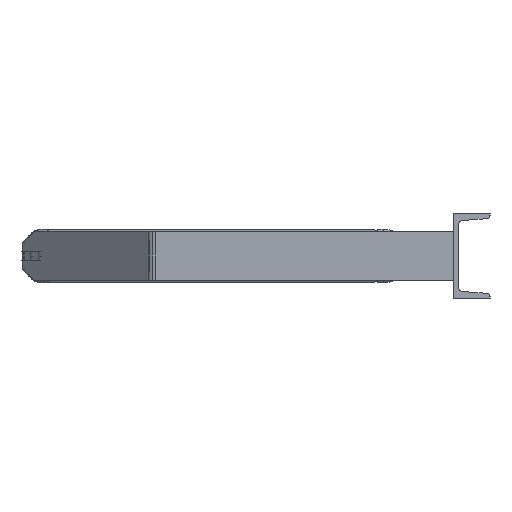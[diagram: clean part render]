
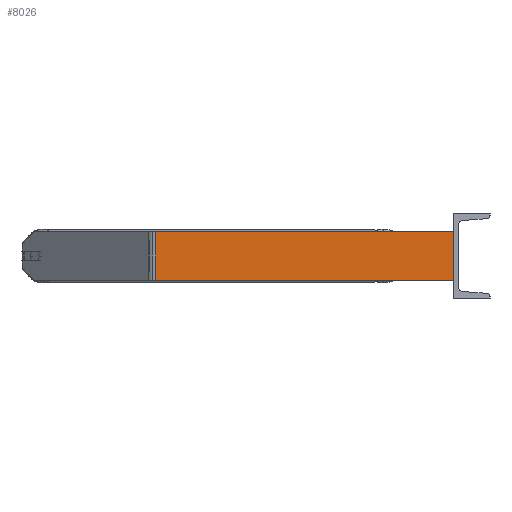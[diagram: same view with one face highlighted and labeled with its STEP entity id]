
A CAD part, left-side view. The second image highlights one B-rep face of the part: STEP entity #8026.
In plain terms, the highlighted planar face has unit normal (-1, 0, 0).
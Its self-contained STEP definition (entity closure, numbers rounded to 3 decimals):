
#121 = LINE ( 'NONE', #2888, #856 ) ;
#164 = AXIS2_PLACEMENT_3D ( 'NONE', #2683, #2593, #6652 ) ;
#260 = DIRECTION ( 'NONE',  ( 0., 0., -1. ) ) ;
#771 = ORIENTED_EDGE ( 'NONE', *, *, #2938, .F. ) ;
#856 = VECTOR ( 'NONE', #5693, 1000. ) ;
#1197 = CARTESIAN_POINT ( 'NONE',  ( -1185., 494.3, 40. ) ) ;
#1486 = CARTESIAN_POINT ( 'NONE',  ( -1185., 500.927, 40. ) ) ;
#1736 = CARTESIAN_POINT ( 'NONE',  ( -1185., 0., 40. ) ) ;
#1744 = ORIENTED_EDGE ( 'NONE', *, *, #4716, .F. ) ;
#1843 = EDGE_CURVE ( 'NONE', #3996, #7884, #2428, .T. ) ;
#1872 = PLANE ( 'NONE',  #164 ) ;
#1907 = VECTOR ( 'NONE', #6225, 1000. ) ;
#2428 = LINE ( 'NONE', #8609, #2724 ) ;
#2593 = DIRECTION ( 'NONE',  ( 1., 0., 0. ) ) ;
#2683 = CARTESIAN_POINT ( 'NONE',  ( -1185., 500.927, 40. ) ) ;
#2724 = VECTOR ( 'NONE', #5191, 1000. ) ;
#2760 = CARTESIAN_POINT ( 'NONE',  ( -1185., 0., -40. ) ) ;
#2828 = LINE ( 'NONE', #3691, #3164 ) ;
#2888 = CARTESIAN_POINT ( 'NONE',  ( -1185., 500.927, -40. ) ) ;
#2938 = EDGE_CURVE ( 'NONE', #3996, #9005, #3492, .T. ) ;
#3164 = VECTOR ( 'NONE', #260, 1000. ) ;
#3492 = LINE ( 'NONE', #1486, #1907 ) ;
#3691 = CARTESIAN_POINT ( 'NONE',  ( -1185., 0., 40. ) ) ;
#3996 = VERTEX_POINT ( 'NONE', #1197 ) ;
#4716 = EDGE_CURVE ( 'NONE', #9005, #8356, #2828, .T. ) ;
#5191 = DIRECTION ( 'NONE',  ( 0., 0., -1. ) ) ;
#5456 = EDGE_CURVE ( 'NONE', #7884, #8356, #121, .T. ) ;
#5693 = DIRECTION ( 'NONE',  ( 0., -1., 0. ) ) ;
#6168 = FACE_OUTER_BOUND ( 'NONE', #8662, .T. ) ;
#6225 = DIRECTION ( 'NONE',  ( 0., -1., 0. ) ) ;
#6395 = CARTESIAN_POINT ( 'NONE',  ( -1185., 494.3, -40. ) ) ;
#6652 = DIRECTION ( 'NONE',  ( 0., 1., 0. ) ) ;
#7238 = ORIENTED_EDGE ( 'NONE', *, *, #5456, .T. ) ;
#7884 = VERTEX_POINT ( 'NONE', #6395 ) ;
#8026 = ADVANCED_FACE ( 'NONE', ( #6168 ), #1872, .F. ) ;
#8356 = VERTEX_POINT ( 'NONE', #2760 ) ;
#8609 = CARTESIAN_POINT ( 'NONE',  ( -1185., 494.3, 40. ) ) ;
#8662 = EDGE_LOOP ( 'NONE', ( #7238, #1744, #771, #8919 ) ) ;
#8919 = ORIENTED_EDGE ( 'NONE', *, *, #1843, .T. ) ;
#9005 = VERTEX_POINT ( 'NONE', #1736 ) ;
